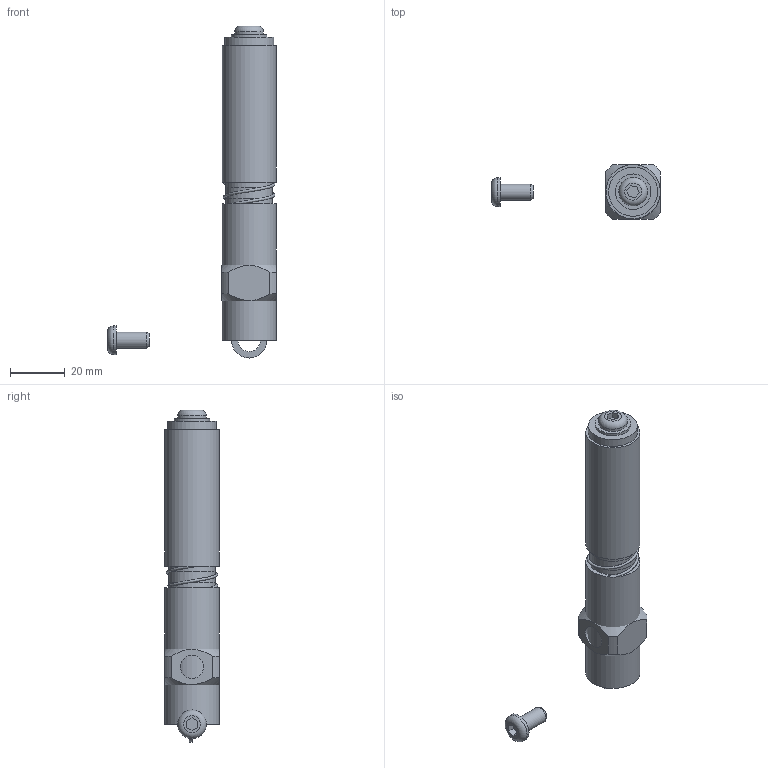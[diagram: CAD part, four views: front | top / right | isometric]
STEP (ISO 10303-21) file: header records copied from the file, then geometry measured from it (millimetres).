
FILE_DESCRIPTION( ( 'STEP AP214' ), '1' );
FILE_NAME( 'CA.GGD.20141820.stp', '2014-07-04T08:10:37', ( ' ' ), ( ' ' ), 'XStep 1.0', ' ', ' ' );
FILE_SCHEMA( ( 'CONFIG_CONTROL_DESIGN) ( )' ) );
Length unit declared in the file: metre
Products named in the file (8): Assem1; GGD.20.2; M.19X35; GGD.20.14.18; GGD.20.20; R.8X18X3; R.8.SCH; V.TBCE6X12.BUTT
Bounding box: 61.9 x 20 x 121.7 mm (x, y, z)
Volume: 48409.9 mm3; surface area: 35132.5 mm2
Topology: 14 solids, 14 shells, 124 faces, 256 edges, 172 vertices
Faces by surface type: plane 62, cylinder 46, cone 12, bspline 2, torus 2
Full cylindrical faces by diameter (mm): 6 x2, 6.647 x2, 8.3 x4, 8.5 x2, 8.566 x2, 8.917 x2, 10 x2, 10.5 x2, 11.445 x2, 13 x2, 14.9 x2, 15 x2, 17 x4, 18 x2, 19 x2, 19.9 x2
Entity records: 3111 total; most frequent: CARTESIAN_POINT 1756, DIRECTION 264, ORIENTED_EDGE 188, AXIS2_PLACEMENT_3D 119, EDGE_LOOP 101, EDGE_CURVE 94, FACE_OUTER_BOUND 81, VERTEX_POINT 76
